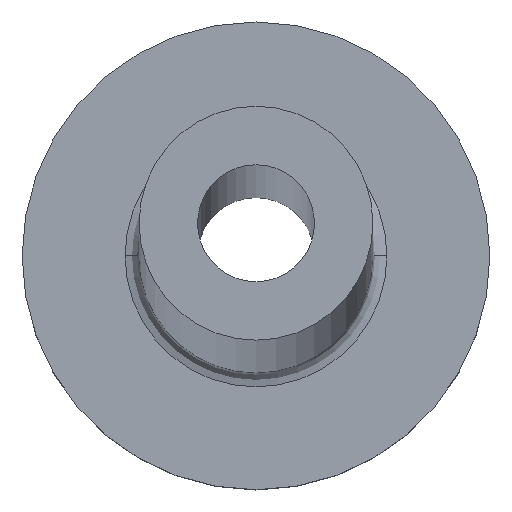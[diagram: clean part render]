
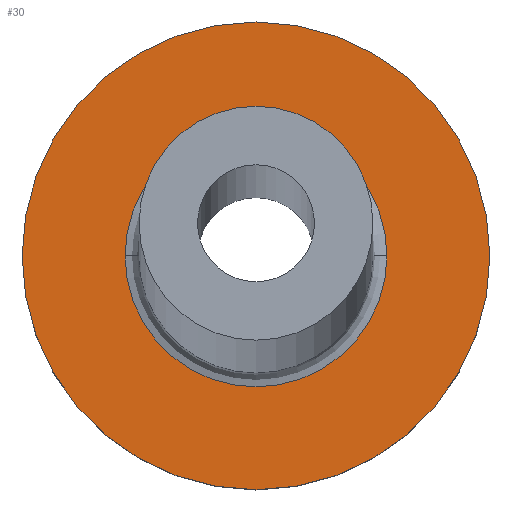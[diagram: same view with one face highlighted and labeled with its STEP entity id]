
A CAD part, top view. The second image highlights one B-rep face of the part: STEP entity #30.
In plain terms, the highlighted planar face has unit normal (0, 0, 1).
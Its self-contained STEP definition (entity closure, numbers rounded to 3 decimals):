
#1 = CARTESIAN_POINT ( 'NONE',  ( 2.8, 0., 3. ) ) ;
#6 = CARTESIAN_POINT ( 'NONE',  ( 0., 0., 3. ) ) ;
#22 = CARTESIAN_POINT ( 'NONE',  ( 0., 0., 3. ) ) ;
#23 = DIRECTION ( 'NONE',  ( 1., 0., 0. ) ) ;
#24 = VERTEX_POINT ( 'NONE', #1 ) ;
#30 = ADVANCED_FACE ( 'NONE', ( #297, #150 ), #268, .T. ) ;
#36 = AXIS2_PLACEMENT_3D ( 'NONE', #50, #284, #257 ) ;
#50 = CARTESIAN_POINT ( 'NONE',  ( 0., 0., 3. ) ) ;
#74 = AXIS2_PLACEMENT_3D ( 'NONE', #6, #119, #91 ) ;
#83 = CIRCLE ( 'NONE', #216, 5. ) ;
#91 = DIRECTION ( 'NONE',  ( 1., 0., 0. ) ) ;
#109 = CARTESIAN_POINT ( 'NONE',  ( 0., 0., 3. ) ) ;
#119 = DIRECTION ( 'NONE',  ( 0., 0., 1. ) ) ;
#122 = EDGE_CURVE ( 'NONE', #24, #173, #158, .T. ) ;
#123 = ORIENTED_EDGE ( 'NONE', *, *, #374, .T. ) ;
#127 = CARTESIAN_POINT ( 'NONE',  ( -2.8, 0., 3. ) ) ;
#150 = FACE_OUTER_BOUND ( 'NONE', #357, .T. ) ;
#158 = CIRCLE ( 'NONE', #206, 2.8 ) ;
#160 = CARTESIAN_POINT ( 'NONE',  ( 0., 0., 3. ) ) ;
#162 = CARTESIAN_POINT ( 'NONE',  ( -5., 0., 3. ) ) ;
#173 = VERTEX_POINT ( 'NONE', #127 ) ;
#177 = VERTEX_POINT ( 'NONE', #162 ) ;
#187 = ORIENTED_EDGE ( 'NONE', *, *, #122, .T. ) ;
#206 = AXIS2_PLACEMENT_3D ( 'NONE', #160, #332, #333 ) ;
#209 = CIRCLE ( 'NONE', #36, 5. ) ;
#212 = DIRECTION ( 'NONE',  ( 1., 0., 0. ) ) ;
#216 = AXIS2_PLACEMENT_3D ( 'NONE', #109, #270, #212 ) ;
#226 = EDGE_CURVE ( 'NONE', #173, #24, #336, .T. ) ;
#238 = VERTEX_POINT ( 'NONE', #319 ) ;
#257 = DIRECTION ( 'NONE',  ( 1., 0., 0. ) ) ;
#268 = PLANE ( 'NONE',  #74 ) ;
#270 = DIRECTION ( 'NONE',  ( 0., 0., 1. ) ) ;
#273 = EDGE_LOOP ( 'NONE', ( #187, #348 ) ) ;
#284 = DIRECTION ( 'NONE',  ( 0., 0., 1. ) ) ;
#287 = AXIS2_PLACEMENT_3D ( 'NONE', #22, #377, #23 ) ;
#297 = FACE_BOUND ( 'NONE', #273, .T. ) ;
#319 = CARTESIAN_POINT ( 'NONE',  ( 5., 0., 3. ) ) ;
#332 = DIRECTION ( 'NONE',  ( 0., 0., -1. ) ) ;
#333 = DIRECTION ( 'NONE',  ( 1., 0., 0. ) ) ;
#336 = CIRCLE ( 'NONE', #287, 2.8 ) ;
#348 = ORIENTED_EDGE ( 'NONE', *, *, #226, .T. ) ;
#357 = EDGE_LOOP ( 'NONE', ( #123, #381 ) ) ;
#367 = EDGE_CURVE ( 'NONE', #238, #177, #209, .T. ) ;
#374 = EDGE_CURVE ( 'NONE', #177, #238, #83, .T. ) ;
#377 = DIRECTION ( 'NONE',  ( 0., 0., -1. ) ) ;
#381 = ORIENTED_EDGE ( 'NONE', *, *, #367, .T. ) ;
